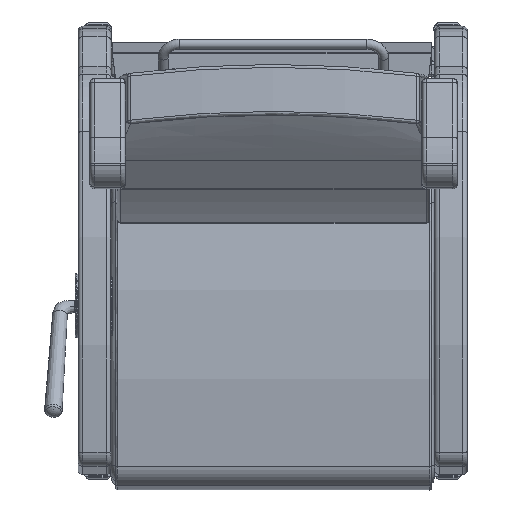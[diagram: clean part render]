
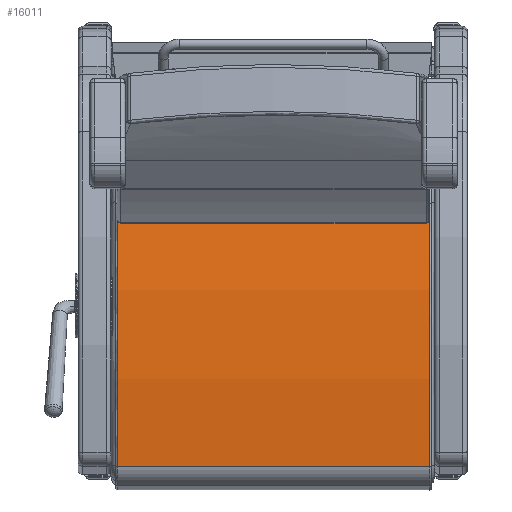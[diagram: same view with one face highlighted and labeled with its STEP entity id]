
A CAD part, front view. The second image highlights one B-rep face of the part: STEP entity #16011.
In plain terms, the highlighted free-form (B-spline) face has degree [3, 1] with [18, 2] control points.
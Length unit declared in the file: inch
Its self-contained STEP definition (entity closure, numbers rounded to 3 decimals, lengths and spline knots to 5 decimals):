
#844=B_SPLINE_SURFACE_WITH_KNOTS('',3,1,((#37592,#37593),(#37594,#37595),
(#37596,#37597),(#37598,#37599),(#37600,#37601),(#37602,#37603),(#37604,
#37605),(#37606,#37607),(#37608,#37609),(#37610,#37611),(#37612,#37613),
(#37614,#37615),(#37616,#37617),(#37618,#37619),(#37620,#37621),(#37622,
#37623),(#37624,#37625),(#37626,#37627)),.UNSPECIFIED.,.F.,.F.,.F.,(4,1,
1,1,1,1,1,1,1,1,1,1,1,1,1,4),(2,2),(-1.69612,-1.66826,
-1.6404,-1.62647,-1.59861,-1.58468,
-1.55682,-1.54289,-1.51503,-1.5011,-1.47324,
-1.45931,-1.43145,-1.41752,-1.38966,
-1.3618),(0.,91.44),.UNSPECIFIED.);
#1222=ELLIPSE('',#18247,60.30357,60.25);
#1224=ELLIPSE('',#18269,60.30357,60.25);
#2289=FACE_OUTER_BOUND('',#3417,.T.);
#3417=EDGE_LOOP('',(#14024,#14025,#14026,#14027));
#4375=LINE('',#37590,#5326);
#4376=LINE('',#37629,#5327);
#5326=VECTOR('',#22997,0.3937);
#5327=VECTOR('',#23000,0.3937);
#7698=VERTEX_POINT('',#37221);
#7699=VERTEX_POINT('',#37222);
#7718=VERTEX_POINT('',#37589);
#7719=VERTEX_POINT('',#37628);
#9815=EDGE_CURVE('',#7698,#7699,#1222,.T.);
#9844=EDGE_CURVE('',#7718,#7699,#4375,.T.);
#9846=EDGE_CURVE('',#7719,#7698,#4376,.T.);
#9847=EDGE_CURVE('',#7718,#7719,#1224,.T.);
#14024=ORIENTED_EDGE('',*,*,#9815,.F.);
#14025=ORIENTED_EDGE('',*,*,#9846,.F.);
#14026=ORIENTED_EDGE('',*,*,#9847,.F.);
#14027=ORIENTED_EDGE('',*,*,#9844,.T.);
#16011=ADVANCED_FACE('',(#2289),#844,.T.);
#18247=AXIS2_PLACEMENT_3D('',#37223,#22946,#22947);
#18269=AXIS2_PLACEMENT_3D('',#37630,#23001,#23002);
#22946=DIRECTION('center_axis',(0.,0.,
-1.));
#22947=DIRECTION('ref_axis',(1.,0.,0.));
#22997=DIRECTION('',(0.,0.,-1.));
#23000=DIRECTION('',(0.,0.,-1.));
#23001=DIRECTION('center_axis',(0.,0.,1.));
#23002=DIRECTION('ref_axis',(1.,0.,0.));
#37221=CARTESIAN_POINT('',(3.60935,-1.68389,0.124));
#37222=CARTESIAN_POINT('',(23.65848,-2.52291,0.124));
#37223=CARTESIAN_POINT('Origin',(11.14546,-61.46156,0.124));
#37589=CARTESIAN_POINT('',(23.65848,-2.52291,23.876));
#37590=CARTESIAN_POINT('',(23.65848,-2.52291,24.));
#37592=CARTESIAN_POINT('Ctrl Pts',(3.60935,-1.68389,24.));
#37593=CARTESIAN_POINT('Ctrl Pts',(3.60935,-1.68389,-12.));
#37594=CARTESIAN_POINT('Ctrl Pts',(4.16497,-1.61396,24.));
#37595=CARTESIAN_POINT('Ctrl Pts',(4.16497,-1.61396,-12.));
#37596=CARTESIAN_POINT('Ctrl Pts',(5.27817,-1.48959,24.));
#37597=CARTESIAN_POINT('Ctrl Pts',(5.27817,-1.48959,-12.));
#37598=CARTESIAN_POINT('Ctrl Pts',(6.67346,-1.3729,24.));
#37599=CARTESIAN_POINT('Ctrl Pts',(6.67346,-1.3729,-12.));
#37600=CARTESIAN_POINT('Ctrl Pts',(8.07078,-1.28537,24.));
#37601=CARTESIAN_POINT('Ctrl Pts',(8.07078,-1.28537,-12.));
#37602=CARTESIAN_POINT('Ctrl Pts',(9.18994,-1.2387,24.));
#37603=CARTESIAN_POINT('Ctrl Pts',(9.18994,-1.2387,-12.));
#37604=CARTESIAN_POINT('Ctrl Pts',(10.5897,-1.20957,24.));
#37605=CARTESIAN_POINT('Ctrl Pts',(10.5897,-1.20957,-12.));
#37606=CARTESIAN_POINT('Ctrl Pts',(11.70984,-1.20965,24.));
#37607=CARTESIAN_POINT('Ctrl Pts',(11.70984,-1.20965,-12.));
#37608=CARTESIAN_POINT('Ctrl Pts',(13.1096,-1.23898,24.));
#37609=CARTESIAN_POINT('Ctrl Pts',(13.1096,-1.23898,-12.));
#37610=CARTESIAN_POINT('Ctrl Pts',(14.22875,-1.28581,24.));
#37611=CARTESIAN_POINT('Ctrl Pts',(14.22875,-1.28581,-12.));
#37612=CARTESIAN_POINT('Ctrl Pts',(15.62606,-1.37354,24.));
#37613=CARTESIAN_POINT('Ctrl Pts',(15.62606,-1.37354,-12.));
#37614=CARTESIAN_POINT('Ctrl Pts',(16.74228,-1.46705,24.));
#37615=CARTESIAN_POINT('Ctrl Pts',(16.74228,-1.46705,-12.));
#37616=CARTESIAN_POINT('Ctrl Pts',(18.1347,-1.61302,24.));
#37617=CARTESIAN_POINT('Ctrl Pts',(18.1347,-1.61302,-12.));
#37618=CARTESIAN_POINT('Ctrl Pts',(19.24603,-1.75304,24.));
#37619=CARTESIAN_POINT('Ctrl Pts',(19.24603,-1.75304,-12.));
#37620=CARTESIAN_POINT('Ctrl Pts',(20.63114,-1.95701,24.));
#37621=CARTESIAN_POINT('Ctrl Pts',(20.63114,-1.95701,-12.));
#37622=CARTESIAN_POINT('Ctrl Pts',(22.01177,-2.18986,24.));
#37623=CARTESIAN_POINT('Ctrl Pts',(22.01177,-2.18986,-12.));
#37624=CARTESIAN_POINT('Ctrl Pts',(23.11066,-2.40681,24.));
#37625=CARTESIAN_POINT('Ctrl Pts',(23.11066,-2.40681,-12.));
#37626=CARTESIAN_POINT('Ctrl Pts',(23.65848,-2.52291,24.));
#37627=CARTESIAN_POINT('Ctrl Pts',(23.65848,-2.52291,-12.));
#37628=CARTESIAN_POINT('',(3.60935,-1.68389,23.876));
#37629=CARTESIAN_POINT('',(3.60935,-1.68389,24.));
#37630=CARTESIAN_POINT('Origin',(11.14546,-61.46156,23.876));
